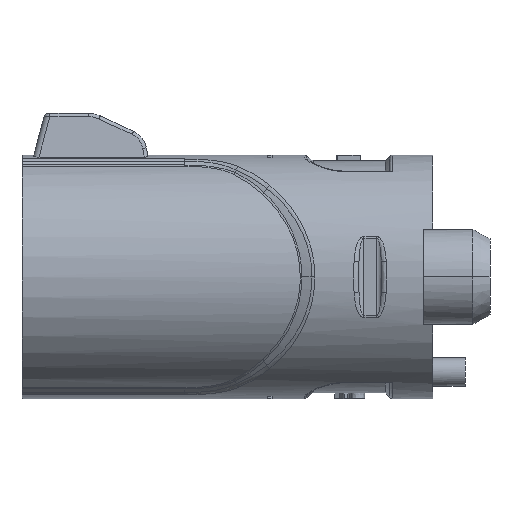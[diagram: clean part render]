
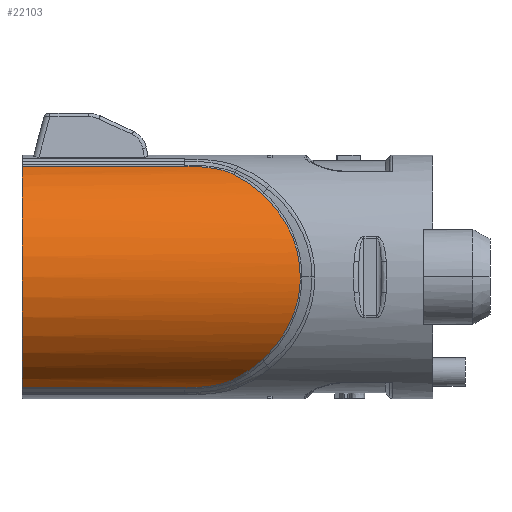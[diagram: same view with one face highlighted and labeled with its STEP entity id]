
A CAD part, left-side view. The second image highlights one B-rep face of the part: STEP entity #22103.
In plain terms, the highlighted cylindrical face has radius 6.2 mm (diameter 12.4 mm), a partial arc.
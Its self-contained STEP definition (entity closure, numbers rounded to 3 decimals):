
#636=CARTESIAN_POINT('',(-5.25,-1.,0.));
#637=DIRECTION('',(0.,-1.,0.));
#638=DIRECTION('',(-0.343,0.,0.94));
#639=AXIS2_PLACEMENT_3D('',#636,#637,#638);
#641=CARTESIAN_POINT('',(-5.25,-1.,0.));
#642=DIRECTION('',(0.,-1.,0.));
#643=DIRECTION('',(-1.,0.,0.));
#644=AXIS2_PLACEMENT_3D('',#641,#642,#643);
#7071=DIRECTION('',(0.,-1.,0.));
#7072=VECTOR('',#7071,8.557);
#7073=CARTESIAN_POINT('',(-7.374,-1.,
-5.825));
#7074=LINE('',#7073,#7072);
#7075=CARTESIAN_POINT('',(-7.374,-9.557,
5.825));
#7076=CARTESIAN_POINT('',(-7.374,-9.643,
5.825));
#7077=CARTESIAN_POINT('',(-7.379,-9.811,
5.823));
#7078=CARTESIAN_POINT('',(-7.402,-10.055,
5.814));
#7079=CARTESIAN_POINT('',(-7.438,-10.288,
5.801));
#7080=CARTESIAN_POINT('',(-7.487,-10.514,
5.782));
#7081=CARTESIAN_POINT('',(-7.548,-10.735,
5.759));
#7082=CARTESIAN_POINT('',(-7.621,-10.952,
5.729));
#7083=CARTESIAN_POINT('',(-7.705,-11.16,
5.693));
#7084=CARTESIAN_POINT('',(-7.796,-11.352,
5.653));
#7085=CARTESIAN_POINT('',(-7.89,-11.525,
5.61));
#7086=CARTESIAN_POINT('',(-7.983,-11.679,
5.565));
#7087=CARTESIAN_POINT('',(-8.08,-11.823,
5.517));
#7088=CARTESIAN_POINT('',(-8.187,-11.966,
5.461));
#7089=CARTESIAN_POINT('',(-8.265,-12.059,
5.418));
#7090=CARTESIAN_POINT('',(-8.306,-12.107,
5.394));
#7092=CARTESIAN_POINT('',(-8.306,-12.107,
5.394));
#7093=CARTESIAN_POINT('',(-8.306,-12.107,
5.394));
#7094=CARTESIAN_POINT('',(-8.414,-12.229,
5.333));
#7095=CARTESIAN_POINT('',(-8.614,-12.457,
5.212));
#7096=CARTESIAN_POINT('',(-8.898,-12.775,
5.017));
#7097=CARTESIAN_POINT('',(-9.159,-13.067,
4.816));
#7098=CARTESIAN_POINT('',(-9.418,-13.355,
4.594));
#7099=CARTESIAN_POINT('',(-9.59,-13.546,
4.429));
#7100=CARTESIAN_POINT('',(-9.678,-13.643,
4.339));
#7101=CARTESIAN_POINT('',(-9.678,-13.643,
4.339));
#7103=CARTESIAN_POINT('',(-9.678,-13.643,
4.339));
#7104=CARTESIAN_POINT('',(-9.738,-13.71,
4.279));
#7105=CARTESIAN_POINT('',(-9.863,-13.85,
4.145));
#7106=CARTESIAN_POINT('',(-10.057,-14.067,
3.92));
#7107=CARTESIAN_POINT('',(-10.267,-14.302,
3.649));
#7108=CARTESIAN_POINT('',(-10.492,-14.552,
3.32));
#7109=CARTESIAN_POINT('',(-10.727,-14.815,
2.92));
#7110=CARTESIAN_POINT('',(-10.96,-15.075,
2.438));
#7111=CARTESIAN_POINT('',(-11.169,-15.31,
1.879));
#7112=CARTESIAN_POINT('',(-11.331,-15.493,
1.264));
#7113=CARTESIAN_POINT('',(-11.429,-15.602,
0.631));
#7114=CARTESIAN_POINT('',(-11.45,-15.625,
0.206));
#7115=CARTESIAN_POINT('',(-11.45,-15.625,0.));
#7117=CARTESIAN_POINT('',(-11.45,-15.625,
0.));
#7118=CARTESIAN_POINT('',(-11.45,-15.625,
0.));
#7119=CARTESIAN_POINT('',(-11.45,-15.625,
-0.221));
#7120=CARTESIAN_POINT('',(-11.425,-15.598,
-0.678));
#7121=CARTESIAN_POINT('',(-11.315,-15.475,
-1.344));
#7122=CARTESIAN_POINT('',(-11.142,-15.279,
-1.962));
#7123=CARTESIAN_POINT('',(-10.932,-15.044,
-2.5));
#7124=CARTESIAN_POINT('',(-10.708,-14.794,
-2.953));
#7125=CARTESIAN_POINT('',(-10.48,-14.539,
-3.339));
#7126=CARTESIAN_POINT('',(-10.241,-14.273,
-3.686));
#7127=CARTESIAN_POINT('',(-9.976,-13.977,
-4.021));
#7128=CARTESIAN_POINT('',(-9.783,-13.76,
-4.233));
#7129=CARTESIAN_POINT('',(-9.678,-13.643,
-4.34));
#7130=CARTESIAN_POINT('',(-9.678,-13.643,
-4.34));
#7132=CARTESIAN_POINT('',(-9.678,-13.643,
-4.34));
#7133=CARTESIAN_POINT('',(-9.594,-13.549,
-4.425));
#7134=CARTESIAN_POINT('',(-9.432,-13.37,
-4.582));
#7135=CARTESIAN_POINT('',(-9.194,-13.105,
-4.787));
#7136=CARTESIAN_POINT('',(-8.973,-12.859,
-4.96));
#7137=CARTESIAN_POINT('',(-8.76,-12.62,
-5.113));
#7138=CARTESIAN_POINT('',(-8.539,-12.372,
-5.258));
#7139=CARTESIAN_POINT('',(-8.387,-12.198,
-5.349));
#7140=CARTESIAN_POINT('',(-8.306,-12.107,
-5.394));
#7142=CARTESIAN_POINT('',(-8.306,-12.107,
-5.394));
#7143=CARTESIAN_POINT('',(-8.306,-12.107,
-5.394));
#7144=CARTESIAN_POINT('',(-8.274,-12.07,
-5.413));
#7145=CARTESIAN_POINT('',(-8.21,-11.994,
-5.448));
#7146=CARTESIAN_POINT('',(-8.114,-11.87,
-5.499));
#7147=CARTESIAN_POINT('',(-8.017,-11.731,
-5.549));
#7148=CARTESIAN_POINT('',(-7.917,-11.573,
-5.597));
#7149=CARTESIAN_POINT('',(-7.817,-11.394,
-5.644));
#7150=CARTESIAN_POINT('',(-7.722,-11.197,
-5.686));
#7151=CARTESIAN_POINT('',(-7.635,-10.99,
-5.723));
#7152=CARTESIAN_POINT('',(-7.561,-10.776,
-5.753));
#7153=CARTESIAN_POINT('',(-7.499,-10.559,
-5.778));
#7154=CARTESIAN_POINT('',(-7.448,-10.336,
-5.798));
#7155=CARTESIAN_POINT('',(-7.408,-10.098,
-5.812));
#7156=CARTESIAN_POINT('',(-7.38,-9.837,
-5.823));
#7157=CARTESIAN_POINT('',(-7.374,-9.654,
-5.825));
#7158=CARTESIAN_POINT('',(-7.374,-9.557,
-5.825));
#7160=DIRECTION('',(0.,1.,0.));
#7161=VECTOR('',#7160,8.557);
#7162=CARTESIAN_POINT('',(-7.374,-9.557,
5.825));
#7163=LINE('',#7162,#7161);
#9143=CARTESIAN_POINT('',(-7.374,-1.,
5.825));
#9144=VERTEX_POINT('',#9143);
#9145=CARTESIAN_POINT('',(-11.45,-1.,0.));
#9146=VERTEX_POINT('',#9145);
#9147=CARTESIAN_POINT('',(-7.374,-1.,-5.825));
#9148=VERTEX_POINT('',#9147);
#10394=CARTESIAN_POINT('',(-7.374,-9.557,
-5.825));
#10395=VERTEX_POINT('',#10394);
#10396=CARTESIAN_POINT('',(-7.374,-9.557,
5.825));
#10397=VERTEX_POINT('',#10396);
#10398=VERTEX_POINT('',#7090);
#10399=VERTEX_POINT('',#7101);
#10400=VERTEX_POINT('',#7115);
#10401=VERTEX_POINT('',#7130);
#10402=VERTEX_POINT('',#7140);
#22079=CARTESIAN_POINT('',(-5.25,38.95,0.));
#22080=DIRECTION('',(0.,1.,0.));
#22081=DIRECTION('',(-1.,0.,0.));
#22082=AXIS2_PLACEMENT_3D('',#22079,#22080,#22081);
#22083=CYLINDRICAL_SURFACE('',#22082,6.2);
#22084=ORIENTED_EDGE('',*,*,#22070,.F.);
#22085=ORIENTED_EDGE('',*,*,#11418,.F.);
#22086=ORIENTED_EDGE('',*,*,#11416,.F.);
#22088=ORIENTED_EDGE('',*,*,#22087,.F.);
#22090=ORIENTED_EDGE('',*,*,#22089,.T.);
#22092=ORIENTED_EDGE('',*,*,#22091,.T.);
#22094=ORIENTED_EDGE('',*,*,#22093,.T.);
#22096=ORIENTED_EDGE('',*,*,#22095,.T.);
#22098=ORIENTED_EDGE('',*,*,#22097,.T.);
#22100=ORIENTED_EDGE('',*,*,#22099,.T.);
#22101=EDGE_LOOP('',(#22084,#22085,#22086,#22088,#22090,#22092,#22094,#22096,
#22098,#22100));
#22102=FACE_OUTER_BOUND('',#22101,.F.);
#640=CIRCLE('',#639,6.2);
#645=CIRCLE('',#644,6.2);
#7091=B_SPLINE_CURVE_WITH_KNOTS('',3,(#7075,#7076,#7077,#7078,#7079,#7080,#7081,
#7082,#7083,#7084,#7085,#7086,#7087,#7088,#7089,#7090),.UNSPECIFIED.,.F.,.F.,(4,
1,1,1,1,1,1,1,1,1,1,1,1,4),(0.,0.092,0.177,
0.26,0.341,0.423,0.505,
0.586,0.663,0.735,0.8,
0.862,0.927,1.),.UNSPECIFIED.);
#7102=B_SPLINE_CURVE_WITH_KNOTS('',3,(#7092,#7093,#7094,#7095,#7096,#7097,#7098,
#7099,#7100,#7101),.UNSPECIFIED.,.F.,.F.,(4,1,1,1,1,1,1,4),(0.,
0.,0.225,0.422,0.605,
0.794,1.,1.),.UNSPECIFIED.);
#7116=B_SPLINE_CURVE_WITH_KNOTS('',3,(#7103,#7104,#7105,#7106,#7107,#7108,#7109,
#7110,#7111,#7112,#7113,#7114,#7115),.UNSPECIFIED.,.F.,.F.,(4,1,1,1,1,1,1,1,1,1,
4),(0.,0.061,0.13,0.208,
0.296,0.395,0.509,0.632,
0.758,0.883,1.),.UNSPECIFIED.);
#7131=B_SPLINE_CURVE_WITH_KNOTS('',3,(#7117,#7118,#7119,#7120,#7121,#7122,#7123,
#7124,#7125,#7126,#7127,#7128,#7129,#7130),.UNSPECIFIED.,.F.,.F.,(4,1,1,1,1,1,1,
1,1,1,1,4),(0.,0.,0.126,0.259,
0.388,0.506,0.612,0.707,
0.797,0.893,1.,1.),.UNSPECIFIED.);
#7141=B_SPLINE_CURVE_WITH_KNOTS('',3,(#7132,#7133,#7134,#7135,#7136,#7137,#7138,
#7139,#7140),.UNSPECIFIED.,.F.,.F.,(4,1,1,1,1,1,4),(0.,0.197,
0.373,0.531,0.679,0.832,1.),
.UNSPECIFIED.);
#7159=B_SPLINE_CURVE_WITH_KNOTS('',3,(#7142,#7143,#7144,#7145,#7146,#7147,#7148,
#7149,#7150,#7151,#7152,#7153,#7154,#7155,#7156,#7157,#7158),.UNSPECIFIED.,.F.,
.F.,(4,1,1,1,1,1,1,1,1,1,1,1,1,1,4),(0.,0.,0.056,
0.114,0.176,0.245,0.32,
0.4,0.482,0.562,0.642,
0.722,0.806,0.897,1.),.UNSPECIFIED.);
#11416=EDGE_CURVE('',#9144,#9146,#640,.T.);
#11418=EDGE_CURVE('',#9146,#9148,#645,.T.);
#22070=EDGE_CURVE('',#9148,#10395,#7074,.T.);
#22087=EDGE_CURVE('',#10397,#9144,#7163,.T.);
#22089=EDGE_CURVE('',#10397,#10398,#7091,.T.);
#22091=EDGE_CURVE('',#10398,#10399,#7102,.T.);
#22093=EDGE_CURVE('',#10399,#10400,#7116,.T.);
#22095=EDGE_CURVE('',#10400,#10401,#7131,.T.);
#22097=EDGE_CURVE('',#10401,#10402,#7141,.T.);
#22099=EDGE_CURVE('',#10402,#10395,#7159,.T.);
#22103=ADVANCED_FACE('',(#22102),#22083,.T.);
